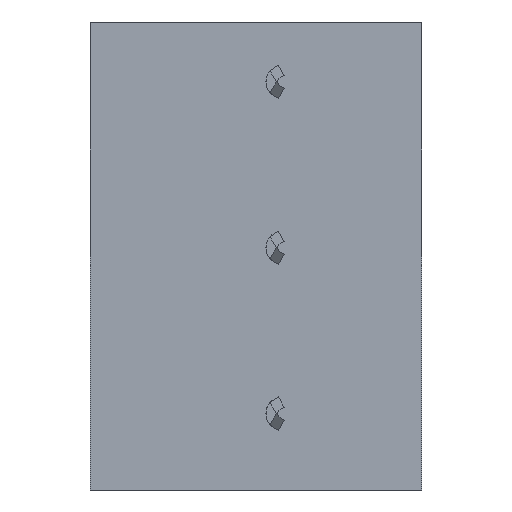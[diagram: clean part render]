
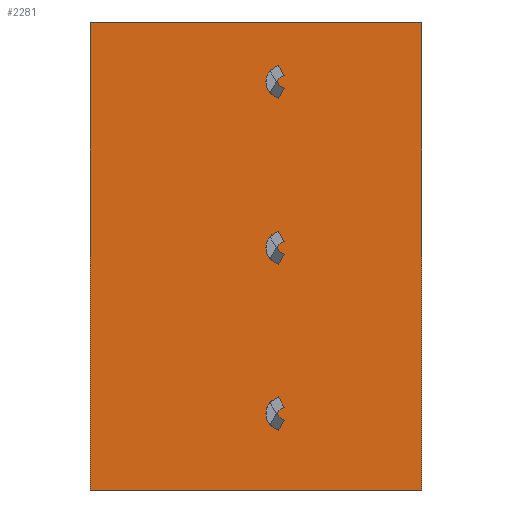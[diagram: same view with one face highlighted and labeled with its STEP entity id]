
A CAD part, front view. The second image highlights one B-rep face of the part: STEP entity #2281.
In plain terms, the highlighted planar face has unit normal (0, -1, 0).
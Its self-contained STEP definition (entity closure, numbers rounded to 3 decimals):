
#29=DIRECTION('',(1.,0.,0.));
#30=VECTOR('',#29,10.);
#31=CARTESIAN_POINT('',(-4.998,-6.2,-2.35));
#32=LINE('',#31,#30);
#41=DIRECTION('',(0.,0.,1.));
#42=VECTOR('',#41,14.1);
#43=CARTESIAN_POINT('',(5.002,-6.2,-2.35));
#44=LINE('',#43,#42);
#45=DIRECTION('',(0.,0.,1.));
#46=VECTOR('',#45,14.1);
#47=CARTESIAN_POINT('',(-4.998,-6.2,-2.35));
#48=LINE('',#47,#46);
#49=DIRECTION('',(0.866,0.,-0.5));
#50=VECTOR('',#49,0.14);
#51=CARTESIAN_POINT('',(0.552,-6.2,-0.483));
#52=LINE('',#51,#50);
#53=DIRECTION('',(0.5,0.,0.866));
#54=VECTOR('',#53,0.35);
#55=CARTESIAN_POINT('',(0.674,-6.2,-0.553));
#56=LINE('',#55,#54);
#57=DIRECTION('',(-0.866,0.,0.5));
#58=VECTOR('',#57,0.14);
#59=CARTESIAN_POINT('',(0.849,-6.2,-0.25));
#60=LINE('',#59,#58);
#61=CARTESIAN_POINT('',(0.802,-6.2,-0.05));
#62=DIRECTION('',(0.,-1.,0.));
#63=DIRECTION('',(-0.5,0.,0.866));
#64=AXIS2_PLACEMENT_3D('',#61,#62,#63);
#66=DIRECTION('',(0.866,0.,0.5));
#67=VECTOR('',#66,0.14);
#68=CARTESIAN_POINT('',(0.727,-6.2,0.08));
#69=LINE('',#68,#67);
#70=DIRECTION('',(-0.5,0.,0.866));
#71=VECTOR('',#70,0.35);
#72=CARTESIAN_POINT('',(0.849,-6.2,0.15));
#73=LINE('',#72,#71);
#74=DIRECTION('',(-0.866,0.,-0.5));
#75=VECTOR('',#74,0.14);
#76=CARTESIAN_POINT('',(0.674,-6.2,0.453));
#77=LINE('',#76,#75);
#78=CARTESIAN_POINT('',(0.802,-6.2,-0.05));
#79=DIRECTION('',(0.,-1.,0.));
#80=DIRECTION('',(-0.5,0.,0.866));
#81=AXIS2_PLACEMENT_3D('',#78,#79,#80);
#83=DIRECTION('',(0.866,0.,-0.5));
#84=VECTOR('',#83,0.14);
#85=CARTESIAN_POINT('',(0.552,-6.2,4.517));
#86=LINE('',#85,#84);
#87=DIRECTION('',(0.5,0.,0.866));
#88=VECTOR('',#87,0.35);
#89=CARTESIAN_POINT('',(0.674,-6.2,4.447));
#90=LINE('',#89,#88);
#91=DIRECTION('',(-0.866,0.,0.5));
#92=VECTOR('',#91,0.14);
#93=CARTESIAN_POINT('',(0.849,-6.2,4.75));
#94=LINE('',#93,#92);
#95=CARTESIAN_POINT('',(0.802,-6.2,4.95));
#96=DIRECTION('',(0.,-1.,0.));
#97=DIRECTION('',(-0.5,0.,0.866));
#98=AXIS2_PLACEMENT_3D('',#95,#96,#97);
#100=DIRECTION('',(0.866,0.,0.5));
#101=VECTOR('',#100,0.14);
#102=CARTESIAN_POINT('',(0.727,-6.2,5.08));
#103=LINE('',#102,#101);
#104=DIRECTION('',(-0.5,0.,0.866));
#105=VECTOR('',#104,0.35);
#106=CARTESIAN_POINT('',(0.849,-6.2,5.15));
#107=LINE('',#106,#105);
#108=DIRECTION('',(-0.866,0.,-0.5));
#109=VECTOR('',#108,0.14);
#110=CARTESIAN_POINT('',(0.674,-6.2,5.453));
#111=LINE('',#110,#109);
#112=CARTESIAN_POINT('',(0.802,-6.2,4.95));
#113=DIRECTION('',(0.,-1.,0.));
#114=DIRECTION('',(-0.5,0.,0.866));
#115=AXIS2_PLACEMENT_3D('',#112,#113,#114);
#117=DIRECTION('',(0.866,0.,-0.5));
#118=VECTOR('',#117,0.14);
#119=CARTESIAN_POINT('',(0.552,-6.2,9.517));
#120=LINE('',#119,#118);
#121=DIRECTION('',(0.5,0.,0.866));
#122=VECTOR('',#121,0.35);
#123=CARTESIAN_POINT('',(0.674,-6.2,9.447));
#124=LINE('',#123,#122);
#125=DIRECTION('',(-0.866,0.,0.5));
#126=VECTOR('',#125,0.14);
#127=CARTESIAN_POINT('',(0.849,-6.2,9.75));
#128=LINE('',#127,#126);
#129=CARTESIAN_POINT('',(0.802,-6.2,9.95));
#130=DIRECTION('',(0.,-1.,0.));
#131=DIRECTION('',(-0.5,0.,0.866));
#132=AXIS2_PLACEMENT_3D('',#129,#130,#131);
#134=DIRECTION('',(0.866,0.,0.5));
#135=VECTOR('',#134,0.14);
#136=CARTESIAN_POINT('',(0.727,-6.2,10.08));
#137=LINE('',#136,#135);
#138=DIRECTION('',(-0.5,0.,0.866));
#139=VECTOR('',#138,0.35);
#140=CARTESIAN_POINT('',(0.849,-6.2,10.15));
#141=LINE('',#140,#139);
#142=DIRECTION('',(-0.866,0.,-0.5));
#143=VECTOR('',#142,0.14);
#144=CARTESIAN_POINT('',(0.674,-6.2,10.453));
#145=LINE('',#144,#143);
#146=CARTESIAN_POINT('',(0.802,-6.2,9.95));
#147=DIRECTION('',(0.,-1.,0.));
#148=DIRECTION('',(-0.5,0.,0.866));
#149=AXIS2_PLACEMENT_3D('',#146,#147,#148);
#1401=DIRECTION('',(1.,0.,0.));
#1402=VECTOR('',#1401,10.);
#1403=CARTESIAN_POINT('',(-4.998,-6.2,11.75));
#1404=LINE('',#1403,#1402);
#1710=CARTESIAN_POINT('',(-4.998,-6.2,-2.35));
#1711=VERTEX_POINT('',#1710);
#1712=CARTESIAN_POINT('',(5.002,-6.2,-2.35));
#1713=VERTEX_POINT('',#1712);
#1722=CARTESIAN_POINT('',(-4.998,-6.2,11.75));
#1723=VERTEX_POINT('',#1722);
#1724=CARTESIAN_POINT('',(5.002,-6.2,11.75));
#1725=VERTEX_POINT('',#1724);
#1886=CARTESIAN_POINT('',(0.552,-6.2,-0.483));
#1887=CARTESIAN_POINT('',(0.674,-6.2,-0.553));
#1888=VERTEX_POINT('',#1886);
#1889=VERTEX_POINT('',#1887);
#1890=CARTESIAN_POINT('',(0.849,-6.2,-0.25));
#1891=VERTEX_POINT('',#1890);
#1892=CARTESIAN_POINT('',(0.727,-6.2,-0.18));
#1893=VERTEX_POINT('',#1892);
#1894=CARTESIAN_POINT('',(0.727,-6.2,0.08));
#1895=VERTEX_POINT('',#1894);
#1896=CARTESIAN_POINT('',(0.849,-6.2,0.15));
#1897=VERTEX_POINT('',#1896);
#1898=CARTESIAN_POINT('',(0.674,-6.2,0.453));
#1899=VERTEX_POINT('',#1898);
#1900=CARTESIAN_POINT('',(0.552,-6.2,0.383));
#1901=VERTEX_POINT('',#1900);
#1925=CARTESIAN_POINT('',(0.552,-6.2,4.517));
#1926=CARTESIAN_POINT('',(0.674,-6.2,4.447));
#1927=VERTEX_POINT('',#1925);
#1928=VERTEX_POINT('',#1926);
#1929=CARTESIAN_POINT('',(0.849,-6.2,4.75));
#1930=VERTEX_POINT('',#1929);
#1931=CARTESIAN_POINT('',(0.727,-6.2,4.82));
#1932=VERTEX_POINT('',#1931);
#1933=CARTESIAN_POINT('',(0.727,-6.2,5.08));
#1934=VERTEX_POINT('',#1933);
#1935=CARTESIAN_POINT('',(0.849,-6.2,5.15));
#1936=VERTEX_POINT('',#1935);
#1937=CARTESIAN_POINT('',(0.674,-6.2,5.453));
#1938=VERTEX_POINT('',#1937);
#1939=CARTESIAN_POINT('',(0.552,-6.2,5.383));
#1940=VERTEX_POINT('',#1939);
#2121=CARTESIAN_POINT('',(0.552,-6.2,9.517));
#2122=CARTESIAN_POINT('',(0.674,-6.2,9.447));
#2123=VERTEX_POINT('',#2121);
#2124=VERTEX_POINT('',#2122);
#2125=CARTESIAN_POINT('',(0.849,-6.2,9.75));
#2126=VERTEX_POINT('',#2125);
#2127=CARTESIAN_POINT('',(0.727,-6.2,9.82));
#2128=VERTEX_POINT('',#2127);
#2129=CARTESIAN_POINT('',(0.727,-6.2,10.08));
#2130=VERTEX_POINT('',#2129);
#2131=CARTESIAN_POINT('',(0.849,-6.2,10.15));
#2132=VERTEX_POINT('',#2131);
#2133=CARTESIAN_POINT('',(0.674,-6.2,10.453));
#2134=VERTEX_POINT('',#2133);
#2135=CARTESIAN_POINT('',(0.552,-6.2,10.383));
#2136=VERTEX_POINT('',#2135);
#2214=CARTESIAN_POINT('',(-4.998,-6.2,-2.35));
#2215=DIRECTION('',(0.,-1.,0.));
#2216=DIRECTION('',(1.,0.,0.));
#2217=AXIS2_PLACEMENT_3D('',#2214,#2215,#2216);
#2218=PLANE('',#2217);
#2219=ORIENTED_EDGE('',*,*,#2178,.F.);
#2221=ORIENTED_EDGE('',*,*,#2220,.T.);
#2223=ORIENTED_EDGE('',*,*,#2222,.T.);
#2224=ORIENTED_EDGE('',*,*,#2206,.F.);
#2225=EDGE_LOOP('',(#2219,#2221,#2223,#2224));
#2226=FACE_OUTER_BOUND('',#2225,.F.);
#2228=ORIENTED_EDGE('',*,*,#2227,.T.);
#2230=ORIENTED_EDGE('',*,*,#2229,.T.);
#2232=ORIENTED_EDGE('',*,*,#2231,.T.);
#2234=ORIENTED_EDGE('',*,*,#2233,.F.);
#2236=ORIENTED_EDGE('',*,*,#2235,.T.);
#2238=ORIENTED_EDGE('',*,*,#2237,.T.);
#2240=ORIENTED_EDGE('',*,*,#2239,.T.);
#2242=ORIENTED_EDGE('',*,*,#2241,.T.);
#2243=EDGE_LOOP('',(#2228,#2230,#2232,#2234,#2236,#2238,#2240,#2242));
#2244=FACE_BOUND('',#2243,.F.);
#2246=ORIENTED_EDGE('',*,*,#2245,.T.);
#2248=ORIENTED_EDGE('',*,*,#2247,.T.);
#2250=ORIENTED_EDGE('',*,*,#2249,.T.);
#2252=ORIENTED_EDGE('',*,*,#2251,.F.);
#2254=ORIENTED_EDGE('',*,*,#2253,.T.);
#2256=ORIENTED_EDGE('',*,*,#2255,.T.);
#2258=ORIENTED_EDGE('',*,*,#2257,.T.);
#2260=ORIENTED_EDGE('',*,*,#2259,.T.);
#2261=EDGE_LOOP('',(#2246,#2248,#2250,#2252,#2254,#2256,#2258,#2260));
#2262=FACE_BOUND('',#2261,.F.);
#2264=ORIENTED_EDGE('',*,*,#2263,.T.);
#2266=ORIENTED_EDGE('',*,*,#2265,.T.);
#2268=ORIENTED_EDGE('',*,*,#2267,.T.);
#2270=ORIENTED_EDGE('',*,*,#2269,.F.);
#2272=ORIENTED_EDGE('',*,*,#2271,.T.);
#2274=ORIENTED_EDGE('',*,*,#2273,.T.);
#2276=ORIENTED_EDGE('',*,*,#2275,.T.);
#2278=ORIENTED_EDGE('',*,*,#2277,.T.);
#2279=EDGE_LOOP('',(#2264,#2266,#2268,#2270,#2272,#2274,#2276,#2278));
#2280=FACE_BOUND('',#2279,.F.);
#65=CIRCLE('',#64,0.15);
#82=CIRCLE('',#81,0.5);
#99=CIRCLE('',#98,0.15);
#116=CIRCLE('',#115,0.5);
#133=CIRCLE('',#132,0.15);
#150=CIRCLE('',#149,0.5);
#2178=EDGE_CURVE('',#1711,#1713,#32,.T.);
#2206=EDGE_CURVE('',#1713,#1725,#44,.T.);
#2220=EDGE_CURVE('',#1711,#1723,#48,.T.);
#2222=EDGE_CURVE('',#1723,#1725,#1404,.T.);
#2227=EDGE_CURVE('',#1888,#1889,#52,.T.);
#2229=EDGE_CURVE('',#1889,#1891,#56,.T.);
#2231=EDGE_CURVE('',#1891,#1893,#60,.T.);
#2233=EDGE_CURVE('',#1895,#1893,#65,.T.);
#2235=EDGE_CURVE('',#1895,#1897,#69,.T.);
#2237=EDGE_CURVE('',#1897,#1899,#73,.T.);
#2239=EDGE_CURVE('',#1899,#1901,#77,.T.);
#2241=EDGE_CURVE('',#1901,#1888,#82,.T.);
#2245=EDGE_CURVE('',#1927,#1928,#86,.T.);
#2247=EDGE_CURVE('',#1928,#1930,#90,.T.);
#2249=EDGE_CURVE('',#1930,#1932,#94,.T.);
#2251=EDGE_CURVE('',#1934,#1932,#99,.T.);
#2253=EDGE_CURVE('',#1934,#1936,#103,.T.);
#2255=EDGE_CURVE('',#1936,#1938,#107,.T.);
#2257=EDGE_CURVE('',#1938,#1940,#111,.T.);
#2259=EDGE_CURVE('',#1940,#1927,#116,.T.);
#2263=EDGE_CURVE('',#2123,#2124,#120,.T.);
#2265=EDGE_CURVE('',#2124,#2126,#124,.T.);
#2267=EDGE_CURVE('',#2126,#2128,#128,.T.);
#2269=EDGE_CURVE('',#2130,#2128,#133,.T.);
#2271=EDGE_CURVE('',#2130,#2132,#137,.T.);
#2273=EDGE_CURVE('',#2132,#2134,#141,.T.);
#2275=EDGE_CURVE('',#2134,#2136,#145,.T.);
#2277=EDGE_CURVE('',#2136,#2123,#150,.T.);
#2281=ADVANCED_FACE('',(#2226,#2244,#2262,#2280),#2218,.T.);
